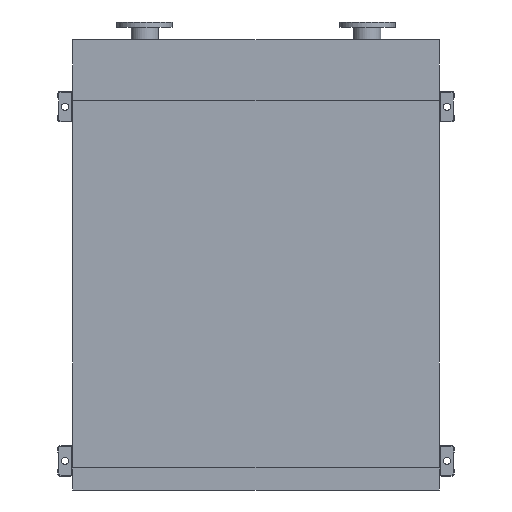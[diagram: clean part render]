
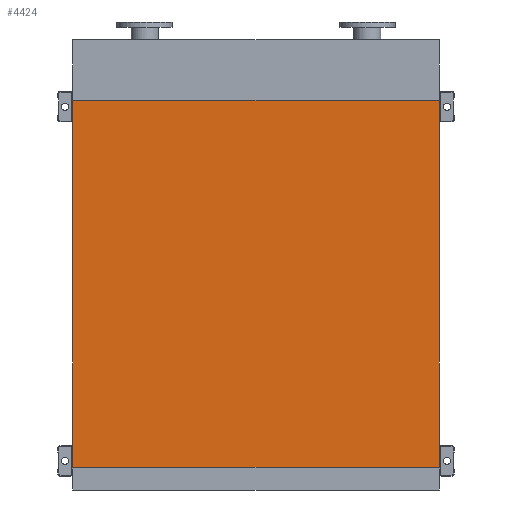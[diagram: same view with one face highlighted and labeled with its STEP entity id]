
A CAD part, front view. The second image highlights one B-rep face of the part: STEP entity #4424.
In plain terms, the highlighted planar face has unit normal (0, -1, 0).
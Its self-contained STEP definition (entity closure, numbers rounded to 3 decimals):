
#1054 = ORIENTED_EDGE ( 'NONE', *, *, #16358, .F. ) ;
#1309 = ORIENTED_EDGE ( 'NONE', *, *, #17108, .F. ) ;
#1358 = ORIENTED_EDGE ( 'NONE', *, *, #16303, .T. ) ;
#1477 = ORIENTED_EDGE ( 'NONE', *, *, #16451, .T. ) ;
#2265 = CARTESIAN_POINT ( 'NONE',  ( -725., 0., 0. ) ) ;
#2313 = DIRECTION ( 'NONE',  ( 0., 0., 1. ) ) ;
#2468 = CARTESIAN_POINT ( 'NONE',  ( 725., 0., 0. ) ) ;
#2578 = DIRECTION ( 'NONE',  ( 1., 0., 0. ) ) ;
#3007 = VECTOR ( 'NONE', #10389, 1000. ) ;
#3030 = DIRECTION ( 'NONE',  ( 0., 0., -1. ) ) ;
#4015 = CARTESIAN_POINT ( 'NONE',  ( 725., 0., -1450. ) ) ;
#4058 = VECTOR ( 'NONE', #16156, 1000. ) ;
#4142 = VERTEX_POINT ( 'NONE', #2468 ) ;
#4424 = ADVANCED_FACE ( 'NONE', ( #10823 ), #9763, .T. ) ;
#5103 = CARTESIAN_POINT ( 'NONE',  ( -725., 0., -1450. ) ) ;
#6999 = LINE ( 'NONE', #5103, #9740 ) ;
#7664 = LINE ( 'NONE', #4015, #4058 ) ;
#7886 = VECTOR ( 'NONE', #2578, 1000. ) ;
#9419 = VERTEX_POINT ( 'NONE', #13647 ) ;
#9740 = VECTOR ( 'NONE', #2313, 1000. ) ;
#9763 = PLANE ( 'NONE',  #11224 ) ;
#10190 = LINE ( 'NONE', #2265, #3007 ) ;
#10389 = DIRECTION ( 'NONE',  ( 1., 0., 0. ) ) ;
#10393 = VERTEX_POINT ( 'NONE', #16243 ) ;
#10823 = FACE_OUTER_BOUND ( 'NONE', #16507, .T. ) ;
#11139 = DIRECTION ( 'NONE',  ( 0., -1., 0. ) ) ;
#11176 = VERTEX_POINT ( 'NONE', #11411 ) ;
#11224 = AXIS2_PLACEMENT_3D ( 'NONE', #12441, #11139, #3030 ) ;
#11411 = CARTESIAN_POINT ( 'NONE',  ( -725., 0., 0. ) ) ;
#12441 = CARTESIAN_POINT ( 'NONE',  ( -725., 0., -1450. ) ) ;
#13647 = CARTESIAN_POINT ( 'NONE',  ( 725., 0., -1450. ) ) ;
#15065 = LINE ( 'NONE', #16944, #7886 ) ;
#16156 = DIRECTION ( 'NONE',  ( 0., 0., 1. ) ) ;
#16243 = CARTESIAN_POINT ( 'NONE',  ( -725., 0., -1450. ) ) ;
#16303 = EDGE_CURVE ( 'NONE', #10393, #9419, #15065, .T. ) ;
#16358 = EDGE_CURVE ( 'NONE', #11176, #4142, #10190, .T. ) ;
#16451 = EDGE_CURVE ( 'NONE', #9419, #4142, #7664, .T. ) ;
#16507 = EDGE_LOOP ( 'NONE', ( #1054, #1309, #1358, #1477 ) ) ;
#16944 = CARTESIAN_POINT ( 'NONE',  ( -725., 0., -1450. ) ) ;
#17108 = EDGE_CURVE ( 'NONE', #10393, #11176, #6999, .T. ) ;
